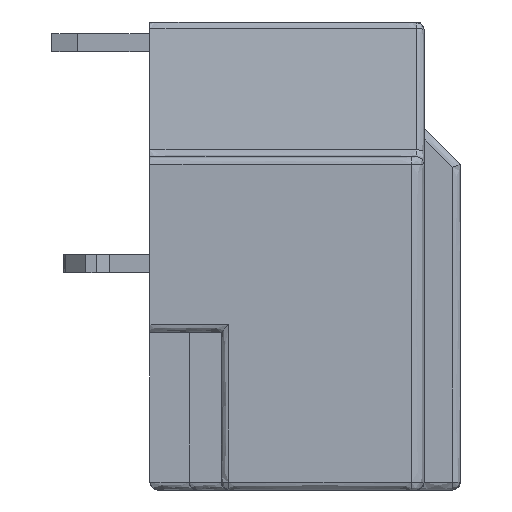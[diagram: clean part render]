
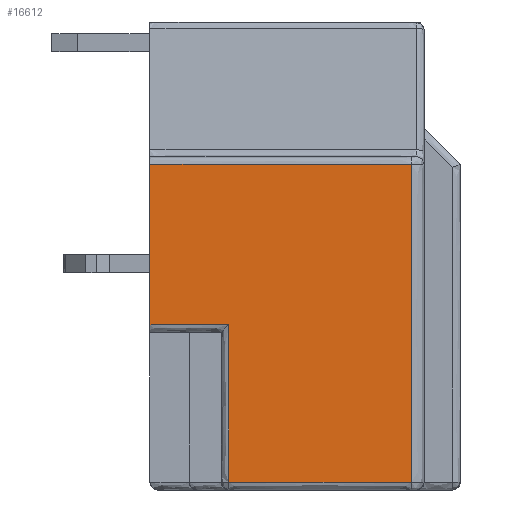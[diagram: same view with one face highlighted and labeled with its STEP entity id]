
A CAD part, left-side view. The second image highlights one B-rep face of the part: STEP entity #16612.
In plain terms, the highlighted free-form (B-spline) face has degree [1, 1] with [2, 2] control points.
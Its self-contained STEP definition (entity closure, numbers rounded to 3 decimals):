
#13006=CARTESIAN_POINT('',(-14.75,-3.71,10.6));
#13007=VERTEX_POINT('',#13006);
#13684=CARTESIAN_POINT('',(-14.75,6.39,10.6));
#13685=VERTEX_POINT('',#13684);
#13686=CARTESIAN_POINT('',(-14.75,6.39,10.6));
#13687=CARTESIAN_POINT('',(-14.75,-3.71,10.6));
#13688=B_SPLINE_CURVE_WITH_KNOTS('',1,(#13686,#13687),.POLYLINE_FORM.,.F.,.U.,(2,2),(0.,1.),.UNSPECIFIED.);
#13689=EDGE_CURVE('',#13685,#13007,#13688,.T.);
#13791=CARTESIAN_POINT('',(-14.75,6.39,4.4));
#13792=VERTEX_POINT('',#13791);
#13801=CARTESIAN_POINT('',(-14.75,6.39,4.4));
#13802=CARTESIAN_POINT('',(-14.75,6.39,10.6));
#13803=B_SPLINE_CURVE_WITH_KNOTS('',1,(#13801,#13802),.POLYLINE_FORM.,.F.,.U.,(2,2),(0.,1.),.UNSPECIFIED.);
#13804=EDGE_CURVE('',#13792,#13685,#13803,.T.);
#13883=CARTESIAN_POINT('',(-14.75,3.34,4.4));
#13884=VERTEX_POINT('',#13883);
#13885=CARTESIAN_POINT('',(-14.75,3.34,4.4));
#13886=CARTESIAN_POINT('',(-14.75,6.39,4.4));
#13887=B_SPLINE_CURVE_WITH_KNOTS('',1,(#13885,#13886),.POLYLINE_FORM.,.F.,.U.,(2,2),(0.,1.),.UNSPECIFIED.);
#13888=EDGE_CURVE('',#13884,#13792,#13887,.T.);
#16518=CARTESIAN_POINT('',(-14.75,-3.71,-1.7));
#16519=VERTEX_POINT('',#16518);
#16520=CARTESIAN_POINT('',(-14.75,-3.71,10.6));
#16521=CARTESIAN_POINT('',(-14.75,-3.71,-1.7));
#16522=B_SPLINE_CURVE_WITH_KNOTS('',1,(#16520,#16521),.POLYLINE_FORM.,.F.,.U.,(2,2),(0.,1.),.UNSPECIFIED.);
#16523=EDGE_CURVE('',#13007,#16519,#16522,.T.);
#16589=CARTESIAN_POINT('',(-14.75,-14.575,20.366));
#16590=CARTESIAN_POINT('',(-14.75,-14.575,-11.466));
#16591=CARTESIAN_POINT('',(-14.75,17.256,20.366));
#16592=CARTESIAN_POINT('',(-14.75,17.256,-11.466));
#16593=B_SPLINE_SURFACE_WITH_KNOTS('',1,1,((#16589,#16590),(#16591,#16592)),.PLANE_SURF.,.F.,.F.,.U.,(2,2),(2,2),(0.,1.),(0.,1.),.UNSPECIFIED.);
#16594=CARTESIAN_POINT('',(-14.75,3.34,-1.7));
#16595=VERTEX_POINT('',#16594);
#16596=CARTESIAN_POINT('',(-14.75,3.34,4.4));
#16597=CARTESIAN_POINT('',(-14.75,3.34,-1.7));
#16598=B_SPLINE_CURVE_WITH_KNOTS('',1,(#16596,#16597),.POLYLINE_FORM.,.F.,.U.,(2,2),(0.,1.),.UNSPECIFIED.);
#16599=EDGE_CURVE('',#13884,#16595,#16598,.T.);
#16600=ORIENTED_EDGE('',*,*,#16599,.T.);
#16601=CARTESIAN_POINT('',(-14.75,3.34,-1.7));
#16602=CARTESIAN_POINT('',(-14.75,-3.71,-1.7));
#16603=B_SPLINE_CURVE_WITH_KNOTS('',1,(#16601,#16602),.POLYLINE_FORM.,.F.,.U.,(2,2),(0.,1.),.UNSPECIFIED.);
#16604=EDGE_CURVE('',#16595,#16519,#16603,.T.);
#16605=ORIENTED_EDGE('',*,*,#16604,.T.);
#16606=ORIENTED_EDGE('',*,*,#16523,.F.);
#16607=ORIENTED_EDGE('',*,*,#13689,.F.);
#16608=ORIENTED_EDGE('',*,*,#13804,.F.);
#16609=ORIENTED_EDGE('',*,*,#13888,.F.);
#16610=EDGE_LOOP('',(#16600,#16605,#16606,#16607,#16608,#16609));
#16611=FACE_OUTER_BOUND('',#16610,.T.);
#16612=ADVANCED_FACE('',(#16611),#16593,.T.);
